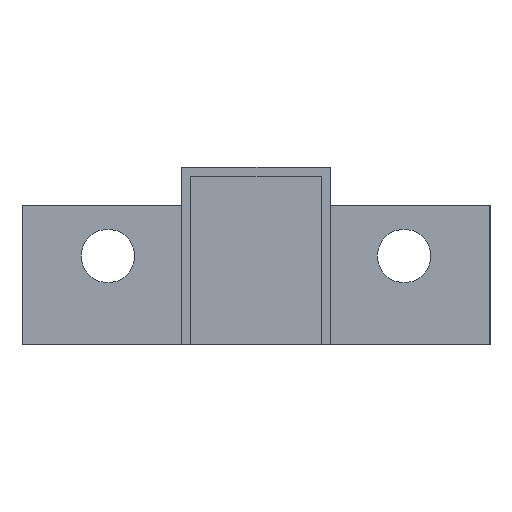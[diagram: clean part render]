
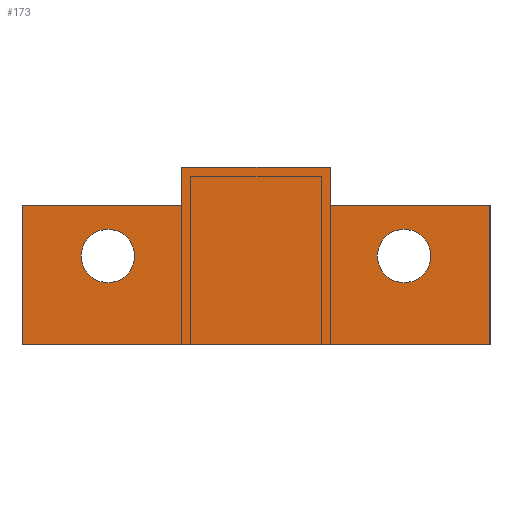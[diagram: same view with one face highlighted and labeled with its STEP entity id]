
A CAD part, left-side view. The second image highlights one B-rep face of the part: STEP entity #173.
In plain terms, the highlighted planar face has unit normal (-1, 0, 0).
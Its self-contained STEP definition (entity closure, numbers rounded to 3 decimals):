
#113 = LINE ( 'NONE', #4285, #6784 ) ;
#129 = FACE_BOUND ( 'NONE', #5985, .T. ) ;
#173 = ADVANCED_FACE ( 'NONE', ( #1873, #129, #5126 ), #3421, .T. ) ;
#301 = DIRECTION ( 'NONE',  ( 1., 0., 0. ) ) ;
#563 = VERTEX_POINT ( 'NONE', #6256 ) ;
#639 = ORIENTED_EDGE ( 'NONE', *, *, #3900, .T. ) ;
#730 = VECTOR ( 'NONE', #2545, 1000. ) ;
#815 = VERTEX_POINT ( 'NONE', #4796 ) ;
#821 = DIRECTION ( 'NONE',  ( 0., 0., -1. ) ) ;
#953 = AXIS2_PLACEMENT_3D ( 'NONE', #2854, #3010, #2983 ) ;
#1002 = VECTOR ( 'NONE', #821, 1000. ) ;
#1033 = DIRECTION ( 'NONE',  ( 0., -1., 0. ) ) ;
#1088 = VECTOR ( 'NONE', #7034, 1000. ) ;
#1159 = EDGE_CURVE ( 'NONE', #7631, #2324, #4200, .T. ) ;
#1188 = EDGE_CURVE ( 'NONE', #7063, #3266, #3991, .T. ) ;
#1250 = VERTEX_POINT ( 'NONE', #2354 ) ;
#1486 = ORIENTED_EDGE ( 'NONE', *, *, #3827, .F. ) ;
#1555 = VERTEX_POINT ( 'NONE', #7250 ) ;
#1606 = AXIS2_PLACEMENT_3D ( 'NONE', #6920, #3101, #7540 ) ;
#1620 = LINE ( 'NONE', #1690, #2019 ) ;
#1690 = CARTESIAN_POINT ( 'NONE',  ( -325., -12.5, 0. ) ) ;
#1758 = DIRECTION ( 'NONE',  ( 0., -1., 0. ) ) ;
#1790 = DIRECTION ( 'NONE',  ( 0., 0., 1. ) ) ;
#1803 = CARTESIAN_POINT ( 'NONE',  ( -325., -25., -10.5 ) ) ;
#1837 = EDGE_LOOP ( 'NONE', ( #639, #5305 ) ) ;
#1873 = FACE_BOUND ( 'NONE', #1837, .T. ) ;
#2019 = VECTOR ( 'NONE', #2348, 1000. ) ;
#2032 = ORIENTED_EDGE ( 'NONE', *, *, #5629, .T. ) ;
#2153 = AXIS2_PLACEMENT_3D ( 'NONE', #7599, #5040, #1790 ) ;
#2324 = VERTEX_POINT ( 'NONE', #4645 ) ;
#2348 = DIRECTION ( 'NONE',  ( 0., 0., -1. ) ) ;
#2354 = CARTESIAN_POINT ( 'NONE',  ( -325., -25., -19.5 ) ) ;
#2392 = DIRECTION ( 'NONE',  ( 0., -1., 0. ) ) ;
#2414 = CARTESIAN_POINT ( 'NONE',  ( -325., -12.5, -6.5 ) ) ;
#2448 = CARTESIAN_POINT ( 'NONE',  ( -325., 12.5, -30. ) ) ;
#2537 = CARTESIAN_POINT ( 'NONE',  ( -325., 39.5, -6.5 ) ) ;
#2545 = DIRECTION ( 'NONE',  ( 0., -1., 0. ) ) ;
#2565 = CARTESIAN_POINT ( 'NONE',  ( -325., 12.5, -30. ) ) ;
#2854 = CARTESIAN_POINT ( 'NONE',  ( -325., 0., 0. ) ) ;
#2983 = DIRECTION ( 'NONE',  ( 0., 0., 1. ) ) ;
#3010 = DIRECTION ( 'NONE',  ( -1., 0., 0. ) ) ;
#3101 = DIRECTION ( 'NONE',  ( 1., 0., 0. ) ) ;
#3237 = VECTOR ( 'NONE', #7555, 1000. ) ;
#3266 = VERTEX_POINT ( 'NONE', #6754 ) ;
#3319 = VERTEX_POINT ( 'NONE', #8132 ) ;
#3406 = EDGE_CURVE ( 'NONE', #3793, #1250, #6982, .T. ) ;
#3421 = PLANE ( 'NONE',  #953 ) ;
#3449 = LINE ( 'NONE', #2448, #3237 ) ;
#3529 = CARTESIAN_POINT ( 'NONE',  ( -325., 25., -15. ) ) ;
#3579 = LINE ( 'NONE', #7513, #6759 ) ;
#3793 = VERTEX_POINT ( 'NONE', #1803 ) ;
#3827 = EDGE_CURVE ( 'NONE', #5801, #815, #113, .T. ) ;
#3900 = EDGE_CURVE ( 'NONE', #1250, #3793, #6199, .T. ) ;
#3991 = LINE ( 'NONE', #2414, #7353 ) ;
#4165 = DIRECTION ( 'NONE',  ( 0., 0., -1. ) ) ;
#4200 = LINE ( 'NONE', #2565, #730 ) ;
#4223 = CARTESIAN_POINT ( 'NONE',  ( -325., 25., -15. ) ) ;
#4270 = CARTESIAN_POINT ( 'NONE',  ( -325., 39.5, -30. ) ) ;
#4285 = CARTESIAN_POINT ( 'NONE',  ( -325., 12.5, 0. ) ) ;
#4563 = LINE ( 'NONE', #2537, #1088 ) ;
#4583 = AXIS2_PLACEMENT_3D ( 'NONE', #4223, #301, #4863 ) ;
#4645 = CARTESIAN_POINT ( 'NONE',  ( -325., -39.5, -30. ) ) ;
#4675 = LINE ( 'NONE', #6741, #1002 ) ;
#4796 = CARTESIAN_POINT ( 'NONE',  ( -325., -12.5, 0. ) ) ;
#4863 = DIRECTION ( 'NONE',  ( 0., 0., -1. ) ) ;
#5040 = DIRECTION ( 'NONE',  ( 1., 0., 0. ) ) ;
#5126 = FACE_OUTER_BOUND ( 'NONE', #7440, .T. ) ;
#5172 = CIRCLE ( 'NONE', #4583, 4.5 ) ;
#5282 = ORIENTED_EDGE ( 'NONE', *, *, #1159, .T. ) ;
#5298 = ORIENTED_EDGE ( 'NONE', *, *, #7647, .F. ) ;
#5305 = ORIENTED_EDGE ( 'NONE', *, *, #3406, .T. ) ;
#5629 = EDGE_CURVE ( 'NONE', #7202, #563, #6902, .T. ) ;
#5801 = VERTEX_POINT ( 'NONE', #8151 ) ;
#5985 = EDGE_LOOP ( 'NONE', ( #2032, #7577 ) ) ;
#6117 = EDGE_CURVE ( 'NONE', #3319, #1555, #3579, .T. ) ;
#6199 = CIRCLE ( 'NONE', #1606, 4.5 ) ;
#6256 = CARTESIAN_POINT ( 'NONE',  ( -325., 25., -10.5 ) ) ;
#6507 = EDGE_CURVE ( 'NONE', #3266, #2324, #4675, .T. ) ;
#6523 = CARTESIAN_POINT ( 'NONE',  ( -325., -12.5, -6.5 ) ) ;
#6643 = CARTESIAN_POINT ( 'NONE',  ( -325., 25., -19.5 ) ) ;
#6659 = EDGE_CURVE ( 'NONE', #563, #7202, #5172, .T. ) ;
#6741 = CARTESIAN_POINT ( 'NONE',  ( -325., -39.5, -6.5 ) ) ;
#6754 = CARTESIAN_POINT ( 'NONE',  ( -325., -39.5, -6.5 ) ) ;
#6759 = VECTOR ( 'NONE', #1758, 1000. ) ;
#6784 = VECTOR ( 'NONE', #1033, 1000. ) ;
#6902 = CIRCLE ( 'NONE', #7821, 4.5 ) ;
#6920 = CARTESIAN_POINT ( 'NONE',  ( -325., -25., -15. ) ) ;
#6944 = ORIENTED_EDGE ( 'NONE', *, *, #6117, .F. ) ;
#6982 = CIRCLE ( 'NONE', #2153, 4.5 ) ;
#7034 = DIRECTION ( 'NONE',  ( 0., 0., 1. ) ) ;
#7063 = VERTEX_POINT ( 'NONE', #6523 ) ;
#7186 = ORIENTED_EDGE ( 'NONE', *, *, #7847, .F. ) ;
#7202 = VERTEX_POINT ( 'NONE', #6643 ) ;
#7250 = CARTESIAN_POINT ( 'NONE',  ( -325., 12.5, -6.5 ) ) ;
#7353 = VECTOR ( 'NONE', #2392, 1000. ) ;
#7440 = EDGE_LOOP ( 'NONE', ( #5282, #7712, #7608, #5298, #1486, #7810, #6944, #7186 ) ) ;
#7513 = CARTESIAN_POINT ( 'NONE',  ( -325., 39.5, -6.5 ) ) ;
#7540 = DIRECTION ( 'NONE',  ( 0., 0., 1. ) ) ;
#7555 = DIRECTION ( 'NONE',  ( 0., 0., 1. ) ) ;
#7577 = ORIENTED_EDGE ( 'NONE', *, *, #6659, .T. ) ;
#7599 = CARTESIAN_POINT ( 'NONE',  ( -325., -25., -15. ) ) ;
#7608 = ORIENTED_EDGE ( 'NONE', *, *, #1188, .F. ) ;
#7631 = VERTEX_POINT ( 'NONE', #4270 ) ;
#7647 = EDGE_CURVE ( 'NONE', #815, #7063, #1620, .T. ) ;
#7712 = ORIENTED_EDGE ( 'NONE', *, *, #6507, .F. ) ;
#7810 = ORIENTED_EDGE ( 'NONE', *, *, #8269, .F. ) ;
#7821 = AXIS2_PLACEMENT_3D ( 'NONE', #3529, #7951, #4165 ) ;
#7847 = EDGE_CURVE ( 'NONE', #7631, #3319, #4563, .T. ) ;
#7951 = DIRECTION ( 'NONE',  ( 1., 0., 0. ) ) ;
#8132 = CARTESIAN_POINT ( 'NONE',  ( -325., 39.5, -6.5 ) ) ;
#8151 = CARTESIAN_POINT ( 'NONE',  ( -325., 12.5, 0. ) ) ;
#8269 = EDGE_CURVE ( 'NONE', #1555, #5801, #3449, .T. ) ;
